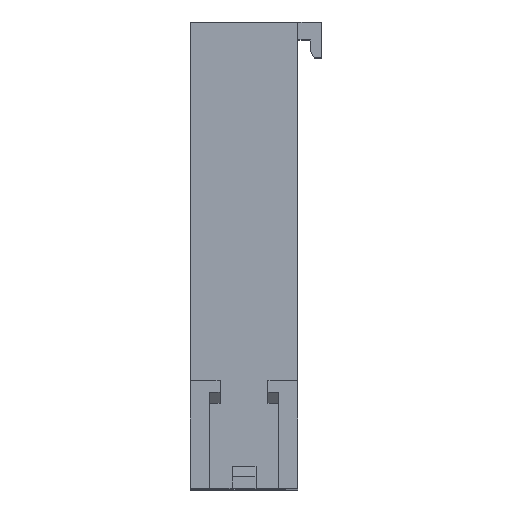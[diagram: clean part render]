
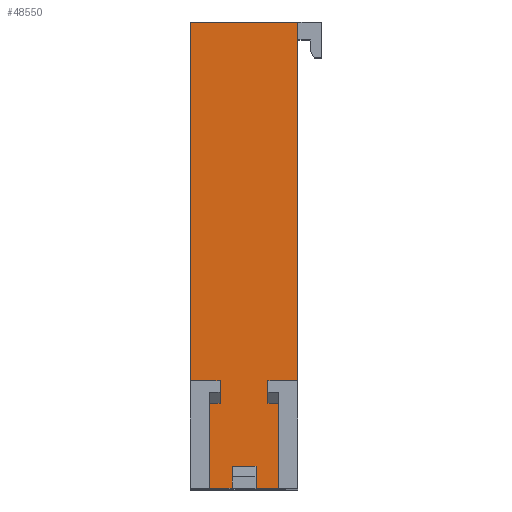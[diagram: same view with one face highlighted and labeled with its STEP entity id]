
A CAD part, top view. The second image highlights one B-rep face of the part: STEP entity #48550.
In plain terms, the highlighted face is planar.
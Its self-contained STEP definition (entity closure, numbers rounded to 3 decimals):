
#7990=CARTESIAN_POINT('',(39.692,-12.037,
0.));
#8000=VERTEX_POINT('',#7990);
#8030=CARTESIAN_POINT('',(0.,-12.037,0.));
#8040=DIRECTION('',(1.,0.,0.));
#8050=VECTOR('',#8040,1.);
#8060=LINE('',#8030,#8050);
#8070=CARTESIAN_POINT('',(41.592,-12.037,
0.));
#8080=VERTEX_POINT('',#8070);
#8090=EDGE_CURVE('',#8000,#8080,#8060,.T.);
#8310=CARTESIAN_POINT('',(43.592,-12.037,
0.));
#8320=VERTEX_POINT('',#8310);
#8350=CARTESIAN_POINT('',(45.492,-12.037,
0.));
#8360=VERTEX_POINT('',#8350);
#8370=EDGE_CURVE('',#8320,#8360,#8060,.T.);
#15520=CARTESIAN_POINT('',(38.092,-12.037,
9.));
#15530=VERTEX_POINT('',#15520);
#15560=CARTESIAN_POINT('',(116.241,-12.037,9.));
#15570=DIRECTION('',(-1.,0.,0.));
#15580=VECTOR('',#15570,1.);
#15590=LINE('',#15560,#15580);
#15600=CARTESIAN_POINT('',(40.592,-12.037,
9.));
#15610=VERTEX_POINT('',#15600);
#15620=EDGE_CURVE('',#15610,#15530,#15590,.T.);
#17200=CARTESIAN_POINT('',(146.241,-12.037,39.));
#17210=DIRECTION('',(1.,0.,0.));
#17220=VECTOR('',#17210,1.);
#17230=LINE('',#17200,#17220);
#17240=CARTESIAN_POINT('',(38.092,-12.037,39.));
#17250=VERTEX_POINT('',#17240);
#17260=CARTESIAN_POINT('',(47.092,-12.037,39.));
#17270=VERTEX_POINT('',#17260);
#17280=EDGE_CURVE('',#17250,#17270,#17230,.T.);
#25380=CARTESIAN_POINT('',(44.592,-12.037,7.663));
#25390=VERTEX_POINT('',#25380);
#25420=CARTESIAN_POINT('',(44.592,-12.037,
22.621));
#25430=DIRECTION('',(0.,0.,1.));
#25440=VECTOR('',#25430,1.);
#25450=LINE('',#25420,#25440);
#25460=CARTESIAN_POINT('',(44.592,-12.037,
9.));
#25470=VERTEX_POINT('',#25460);
#25480=EDGE_CURVE('',#25390,#25470,#25450,.T.);
#41200=CARTESIAN_POINT('',(108.579,-12.037,1.338));
#41210=DIRECTION('',(-1.,0.,0.));
#41220=VECTOR('',#41210,1.);
#41230=LINE('',#41200,#41220);
#41240=CARTESIAN_POINT('',(43.592,-12.037,1.338));
#41250=VERTEX_POINT('',#41240);
#41260=CARTESIAN_POINT('',(41.592,-12.037,1.338));
#41270=VERTEX_POINT('',#41260);
#41280=EDGE_CURVE('',#41250,#41270,#41230,.T.);
#41840=CARTESIAN_POINT('',(40.592,-12.037,
26.621));
#41850=DIRECTION('',(0.,0.,-1.));
#41860=VECTOR('',#41850,1.);
#41870=LINE('',#41840,#41860);
#41880=CARTESIAN_POINT('',(40.592,-12.037,7.663));
#41890=VERTEX_POINT('',#41880);
#41900=EDGE_CURVE('',#15610,#41890,#41870,.T.);
#45530=CARTESIAN_POINT('',(43.592,-12.037,
23.621));
#45540=DIRECTION('',(0.,0.,1.));
#45550=VECTOR('',#45540,1.);
#45560=LINE('',#45530,#45550);
#45570=EDGE_CURVE('',#8320,#41250,#45560,.T.);
#45990=CARTESIAN_POINT('',(45.492,-12.037,
21.721));
#46000=DIRECTION('',(0.,0.,-1.));
#46010=VECTOR('',#46000,1.);
#46020=LINE('',#45990,#46010);
#46030=CARTESIAN_POINT('',(45.492,-12.037,7.663));
#46040=VERTEX_POINT('',#46030);
#46050=EDGE_CURVE('',#46040,#8360,#46020,.T.);
#47930=CARTESIAN_POINT('',(43.592,-12.037,7.663));
#47940=DIRECTION('',(0.,1.,0.));
#47950=DIRECTION('',(0.,0.,-1.));
#47960=AXIS2_PLACEMENT_3D('',#47930,#47940,#47950);
#47970=PLANE('',#47960);
#47980=ORIENTED_EDGE('',*,*,#8370,.T.);
#47990=ORIENTED_EDGE('',*,*,#45570,.F.);
#48000=ORIENTED_EDGE('',*,*,#41280,.F.);
#48010=CARTESIAN_POINT('',(41.592,-12.037,
25.621));
#48020=DIRECTION('',(0.,0.,1.));
#48030=VECTOR('',#48020,1.);
#48040=LINE('',#48010,#48030);
#48050=EDGE_CURVE('',#8080,#41270,#48040,.T.);
#48060=ORIENTED_EDGE('',*,*,#48050,.T.);
#48070=ORIENTED_EDGE('',*,*,#8090,.T.);
#48080=CARTESIAN_POINT('',(39.692,-12.037,
27.521));
#48090=DIRECTION('',(0.,0.,1.));
#48100=VECTOR('',#48090,1.);
#48110=LINE('',#48080,#48100);
#48120=CARTESIAN_POINT('',(39.692,-12.037,7.663));
#48130=VERTEX_POINT('',#48120);
#48140=EDGE_CURVE('',#8000,#48130,#48110,.T.);
#48150=ORIENTED_EDGE('',*,*,#48140,.F.);
#48160=CARTESIAN_POINT('',(114.904,-12.037,7.663));
#48170=DIRECTION('',(-1.,0.,0.));
#48180=VECTOR('',#48170,1.);
#48190=LINE('',#48160,#48180);
#48200=EDGE_CURVE('',#41890,#48130,#48190,.T.);
#48210=ORIENTED_EDGE('',*,*,#48200,.T.);
#48220=ORIENTED_EDGE('',*,*,#41900,.T.);
#48230=ORIENTED_EDGE('',*,*,#15620,.F.);
#48240=CARTESIAN_POINT('',(38.092,-12.037,0.));
#48250=DIRECTION('',(0.,0.,-1.));
#48260=VECTOR('',#48250,1.);
#48270=LINE('',#48240,#48260);
#48280=EDGE_CURVE('',#17250,#15530,#48270,.T.);
#48290=ORIENTED_EDGE('',*,*,#48280,.T.);
#48300=ORIENTED_EDGE('',*,*,#17280,.F.);
#48310=CARTESIAN_POINT('',(47.092,-12.037,0.));
#48320=DIRECTION('',(0.,0.,1.));
#48330=VECTOR('',#48320,1.);
#48340=LINE('',#48310,#48330);
#48350=CARTESIAN_POINT('',(47.092,-12.037,
9.));
#48360=VERTEX_POINT('',#48350);
#48370=EDGE_CURVE('',#48360,#17270,#48340,.T.);
#48380=ORIENTED_EDGE('',*,*,#48370,.T.);
#48390=CARTESIAN_POINT('',(116.241,-12.037,9.));
#48400=DIRECTION('',(-1.,0.,0.));
#48410=VECTOR('',#48400,1.);
#48420=LINE('',#48390,#48410);
#48430=EDGE_CURVE('',#48360,#25470,#48420,.T.);
#48440=ORIENTED_EDGE('',*,*,#48430,.F.);
#48450=ORIENTED_EDGE('',*,*,#25480,.T.);
#48460=CARTESIAN_POINT('',(114.904,-12.037,7.663));
#48470=DIRECTION('',(1.,0.,0.));
#48480=VECTOR('',#48470,1.);
#48490=LINE('',#48460,#48480);
#48500=EDGE_CURVE('',#25390,#46040,#48490,.T.);
#48510=ORIENTED_EDGE('',*,*,#48500,.F.);
#48520=ORIENTED_EDGE('',*,*,#46050,.F.);
#48530=EDGE_LOOP('',(#48520,#48510,#48450,#48440,#48380,#48300,#48290,
#48230,#48220,#48210,#48150,#48070,#48060,#48000,#47990,#47980));
#48540=FACE_OUTER_BOUND('',#48530,.T.);
#48550=ADVANCED_FACE('',(#48540),#47970,.F.);
